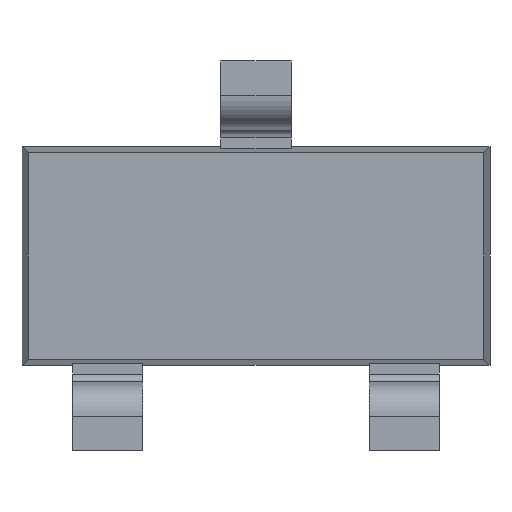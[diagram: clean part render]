
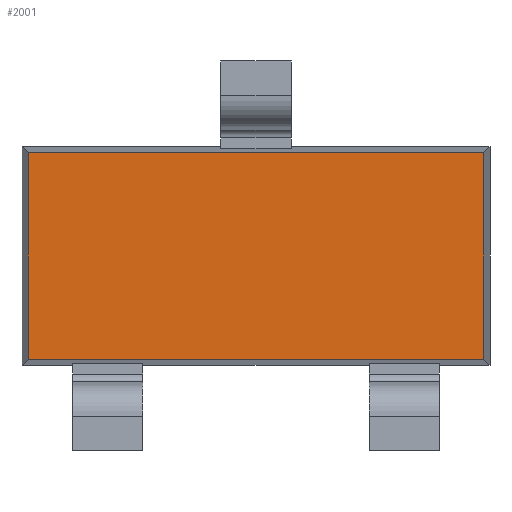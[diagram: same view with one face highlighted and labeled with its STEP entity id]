
A CAD part, front view. The second image highlights one B-rep face of the part: STEP entity #2001.
In plain terms, the highlighted planar face has unit normal (0, -1, 0).
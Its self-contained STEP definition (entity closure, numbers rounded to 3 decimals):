
#309 = CARTESIAN_POINT ( 'NONE',  ( 1.461, -0.45, 0.7 ) ) ;
#313 = EDGE_LOOP ( 'NONE', ( #4822, #1616, #2821, #7327 ) ) ;
#678 = DIRECTION ( 'NONE',  ( -1., 0., 0. ) ) ;
#902 = DIRECTION ( 'NONE',  ( 0., 0., 1. ) ) ;
#1604 = CARTESIAN_POINT ( 'NONE',  ( -1.461, -0.45, -0.661 ) ) ;
#1616 = ORIENTED_EDGE ( 'NONE', *, *, #6371, .F. ) ;
#1943 = VERTEX_POINT ( 'NONE', #3175 ) ;
#1946 = CARTESIAN_POINT ( 'NONE',  ( -1.461, -0.45, 0.7 ) ) ;
#2001 = ADVANCED_FACE ( 'NONE', ( #6553 ), #3755, .F. ) ;
#2442 = VECTOR ( 'NONE', #5334, 1000. ) ;
#2472 = CARTESIAN_POINT ( 'NONE',  ( -1.461, -0.45, 0.661 ) ) ;
#2821 = ORIENTED_EDGE ( 'NONE', *, *, #6415, .F. ) ;
#3175 = CARTESIAN_POINT ( 'NONE',  ( 1.461, -0.45, -0.661 ) ) ;
#3421 = VERTEX_POINT ( 'NONE', #5998 ) ;
#3546 = LINE ( 'NONE', #1946, #2442 ) ;
#3688 = VECTOR ( 'NONE', #6336, 1000. ) ;
#3755 = PLANE ( 'NONE',  #5248 ) ;
#3802 = LINE ( 'NONE', #7190, #3688 ) ;
#4325 = VECTOR ( 'NONE', #6550, 1000. ) ;
#4612 = CARTESIAN_POINT ( 'NONE',  ( -1.5, -0.45, -0.661 ) ) ;
#4822 = ORIENTED_EDGE ( 'NONE', *, *, #7265, .F. ) ;
#5036 = VECTOR ( 'NONE', #678, 1000. ) ;
#5089 = EDGE_CURVE ( 'NONE', #7307, #3421, #3802, .T. ) ;
#5131 = LINE ( 'NONE', #4612, #5036 ) ;
#5248 = AXIS2_PLACEMENT_3D ( 'NONE', #5439, #6621, #902 ) ;
#5334 = DIRECTION ( 'NONE',  ( 0., 0., 1. ) ) ;
#5412 = VERTEX_POINT ( 'NONE', #1604 ) ;
#5439 = CARTESIAN_POINT ( 'NONE',  ( -1.5, -0.45, 0.7 ) ) ;
#5956 = LINE ( 'NONE', #309, #4325 ) ;
#5998 = CARTESIAN_POINT ( 'NONE',  ( 1.461, -0.45, 0.661 ) ) ;
#6336 = DIRECTION ( 'NONE',  ( 1., 0., 0. ) ) ;
#6371 = EDGE_CURVE ( 'NONE', #1943, #5412, #5131, .T. ) ;
#6415 = EDGE_CURVE ( 'NONE', #3421, #1943, #5956, .T. ) ;
#6550 = DIRECTION ( 'NONE',  ( 0., 0., -1. ) ) ;
#6553 = FACE_OUTER_BOUND ( 'NONE', #313, .T. ) ;
#6621 = DIRECTION ( 'NONE',  ( 0., 1., 0. ) ) ;
#7190 = CARTESIAN_POINT ( 'NONE',  ( -1.5, -0.45, 0.661 ) ) ;
#7265 = EDGE_CURVE ( 'NONE', #5412, #7307, #3546, .T. ) ;
#7307 = VERTEX_POINT ( 'NONE', #2472 ) ;
#7327 = ORIENTED_EDGE ( 'NONE', *, *, #5089, .F. ) ;
